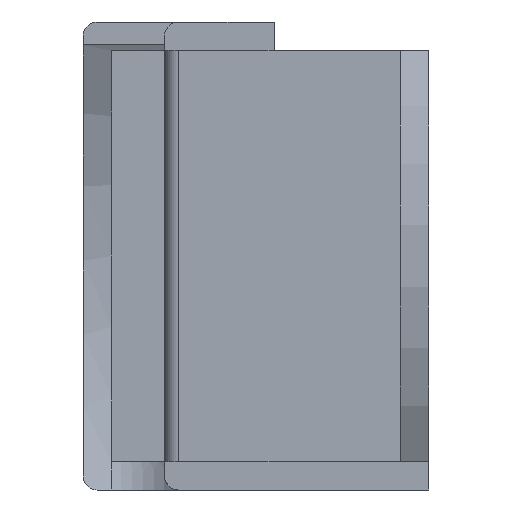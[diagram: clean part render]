
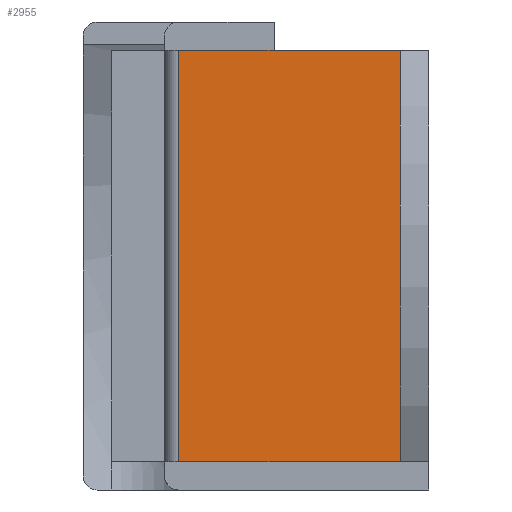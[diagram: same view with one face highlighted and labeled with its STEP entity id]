
A CAD part, left-side view. The second image highlights one B-rep face of the part: STEP entity #2955.
In plain terms, the highlighted planar face has unit normal (-1, 0, 0).
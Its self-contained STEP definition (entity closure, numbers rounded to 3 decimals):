
#1=DIRECTION('',(0.,-1.,0.));
#2=VECTOR('',#1,5.45);
#3=CARTESIAN_POINT('',(-15.2,6.15,0.));
#4=LINE('',#3,#2);
#25=DIRECTION('',(0.,0.,-1.));
#26=VECTOR('',#25,10.1);
#27=CARTESIAN_POINT('',(-15.2,6.15,10.1));
#28=LINE('',#27,#26);
#67=DIRECTION('',(0.,-1.,0.));
#68=VECTOR('',#67,5.45);
#69=CARTESIAN_POINT('',(-15.2,6.15,10.1));
#70=LINE('',#69,#68);
#679=DIRECTION('',(0.,0.,1.));
#680=VECTOR('',#679,10.1);
#681=CARTESIAN_POINT('',(-15.2,0.7,0.));
#682=LINE('',#681,#680);
#2204=CARTESIAN_POINT('',(-15.2,0.7,0.));
#2205=CARTESIAN_POINT('',(-15.2,0.7,10.1));
#2206=VERTEX_POINT('',#2204);
#2207=VERTEX_POINT('',#2205);
#2318=CARTESIAN_POINT('',(-15.2,6.15,10.1));
#2319=CARTESIAN_POINT('',(-15.2,6.15,0.));
#2320=VERTEX_POINT('',#2318);
#2321=VERTEX_POINT('',#2319);
#2942=CARTESIAN_POINT('',(-15.2,6.5,0.));
#2943=DIRECTION('',(-1.,0.,0.));
#2944=DIRECTION('',(0.,-1.,0.));
#2945=AXIS2_PLACEMENT_3D('',#2942,#2943,#2944);
#2946=PLANE('',#2945);
#2947=ORIENTED_EDGE('',*,*,#2932,.F.);
#2949=ORIENTED_EDGE('',*,*,#2948,.T.);
#2951=ORIENTED_EDGE('',*,*,#2950,.F.);
#2952=ORIENTED_EDGE('',*,*,#2912,.F.);
#2953=EDGE_LOOP('',(#2947,#2949,#2951,#2952));
#2954=FACE_OUTER_BOUND('',#2953,.F.);
#2955=ADVANCED_FACE('',(#2954),#2946,.T.);
#2912=EDGE_CURVE('',#2321,#2206,#4,.T.);
#2932=EDGE_CURVE('',#2320,#2321,#28,.T.);
#2948=EDGE_CURVE('',#2320,#2207,#70,.T.);
#2950=EDGE_CURVE('',#2206,#2207,#682,.T.);
